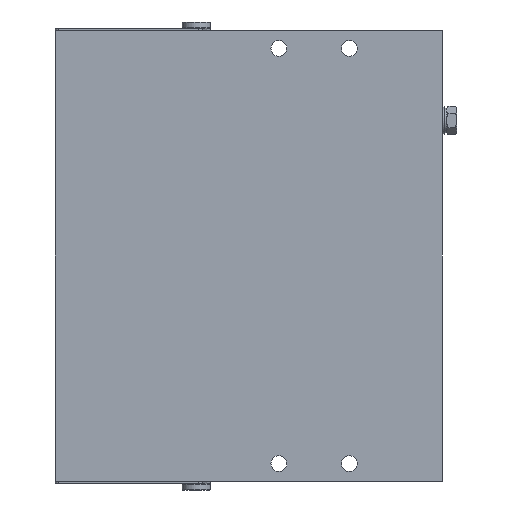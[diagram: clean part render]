
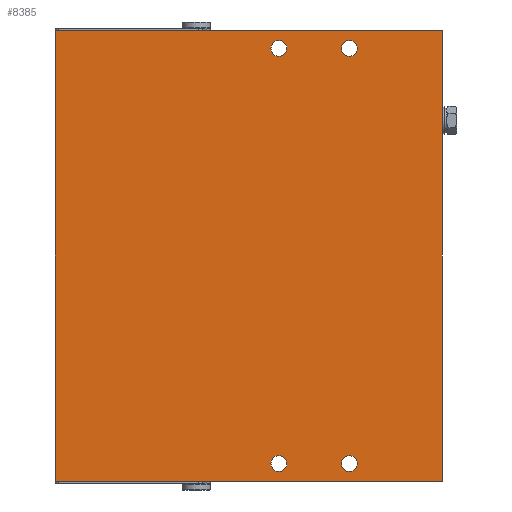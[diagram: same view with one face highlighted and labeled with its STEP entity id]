
A CAD part, front view. The second image highlights one B-rep face of the part: STEP entity #8385.
In plain terms, the highlighted planar face has unit normal (0, -1, 0).
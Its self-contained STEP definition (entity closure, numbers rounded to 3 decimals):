
#481=CIRCLE('',#9381,2.25);
#482=CIRCLE('',#9382,2.25);
#483=CIRCLE('',#9383,2.25);
#484=CIRCLE('',#9384,2.25);
#1086=ORIENTED_EDGE('',*,*,#3313,.T.);
#1087=ORIENTED_EDGE('',*,*,#3314,.T.);
#1088=ORIENTED_EDGE('',*,*,#3315,.T.);
#1089=ORIENTED_EDGE('',*,*,#3316,.T.);
#1090=ORIENTED_EDGE('',*,*,#3317,.T.);
#1091=ORIENTED_EDGE('',*,*,#3318,.F.);
#1092=ORIENTED_EDGE('',*,*,#3290,.F.);
#1093=ORIENTED_EDGE('',*,*,#2999,.T.);
#2999=EDGE_CURVE('',#4118,#4117,#4962,.T.);
#3290=EDGE_CURVE('',#4118,#4394,#5131,.T.);
#3313=EDGE_CURVE('',#4425,#4425,#481,.T.);
#3314=EDGE_CURVE('',#4426,#4426,#482,.T.);
#3315=EDGE_CURVE('',#4427,#4427,#483,.T.);
#3316=EDGE_CURVE('',#4428,#4428,#484,.T.);
#3317=EDGE_CURVE('',#4117,#4429,#5144,.T.);
#3318=EDGE_CURVE('',#4394,#4429,#5145,.T.);
#4117=VERTEX_POINT('',#12841);
#4118=VERTEX_POINT('',#12843);
#4394=VERTEX_POINT('',#13399);
#4425=VERTEX_POINT('',#13495);
#4426=VERTEX_POINT('',#13497);
#4427=VERTEX_POINT('',#13499);
#4428=VERTEX_POINT('',#13501);
#4429=VERTEX_POINT('',#13503);
#4962=LINE('',#12842,#5629);
#5131=LINE('',#13424,#5798);
#5144=LINE('',#13502,#5811);
#5145=LINE('',#13504,#5812);
#5629=VECTOR('',#10223,1000.);
#5798=VECTOR('',#10640,1000.);
#5811=VECTOR('',#10687,1000.);
#5812=VECTOR('',#10688,1000.);
#6408=EDGE_LOOP('',(#1086));
#6409=EDGE_LOOP('',(#1087));
#6410=EDGE_LOOP('',(#1088));
#6411=EDGE_LOOP('',(#1089));
#6412=EDGE_LOOP('',(#1090,#1091,#1092,#1093));
#7287=FACE_BOUND('',#6408,.T.);
#7288=FACE_BOUND('',#6409,.T.);
#7289=FACE_BOUND('',#6410,.T.);
#7290=FACE_BOUND('',#6411,.T.);
#7291=FACE_BOUND('',#6412,.T.);
#8070=PLANE('',#9380);
#8385=ADVANCED_FACE('',(#7287,#7288,#7289,#7290,#7291),#8070,.F.);
#9380=AXIS2_PLACEMENT_3D('',#13493,#10677,#10678);
#9381=AXIS2_PLACEMENT_3D('',#13494,#10679,#10680);
#9382=AXIS2_PLACEMENT_3D('',#13496,#10681,#10682);
#9383=AXIS2_PLACEMENT_3D('',#13498,#10683,#10684);
#9384=AXIS2_PLACEMENT_3D('',#13500,#10685,#10686);
#10223=DIRECTION('',(0.,0.,-1.));
#10640=DIRECTION('',(1.,0.,0.));
#10677=DIRECTION('',(0.,1.,0.));
#10678=DIRECTION('',(0.,0.,1.));
#10679=DIRECTION('',(0.,1.,0.));
#10680=DIRECTION('',(0.,0.,1.));
#10681=DIRECTION('',(0.,1.,0.));
#10682=DIRECTION('',(0.,0.,1.));
#10683=DIRECTION('',(0.,1.,0.));
#10684=DIRECTION('',(0.,0.,1.));
#10685=DIRECTION('',(0.,1.,0.));
#10686=DIRECTION('',(0.,0.,1.));
#10687=DIRECTION('',(1.,0.,0.));
#10688=DIRECTION('',(0.,0.,-1.));
#12841=CARTESIAN_POINT('',(0.,-33.8,0.));
#12842=CARTESIAN_POINT('',(0.,-33.8,128.));
#12843=CARTESIAN_POINT('',(0.,-33.8,128.));
#13399=CARTESIAN_POINT('',(110.,-33.8,128.));
#13424=CARTESIAN_POINT('',(0.,-33.8,128.));
#13493=CARTESIAN_POINT('',(0.,-33.8,128.));
#13494=CARTESIAN_POINT('',(46.5,-33.8,5.));
#13495=CARTESIAN_POINT('',(46.5,-33.8,7.25));
#13496=CARTESIAN_POINT('',(26.5,-33.8,123.));
#13497=CARTESIAN_POINT('',(26.5,-33.8,125.25));
#13498=CARTESIAN_POINT('',(46.5,-33.8,123.));
#13499=CARTESIAN_POINT('',(46.5,-33.8,125.25));
#13500=CARTESIAN_POINT('',(26.5,-33.8,5.));
#13501=CARTESIAN_POINT('',(26.5,-33.8,7.25));
#13502=CARTESIAN_POINT('',(0.,-33.8,0.));
#13503=CARTESIAN_POINT('',(110.,-33.8,0.));
#13504=CARTESIAN_POINT('',(110.,-33.8,128.));
